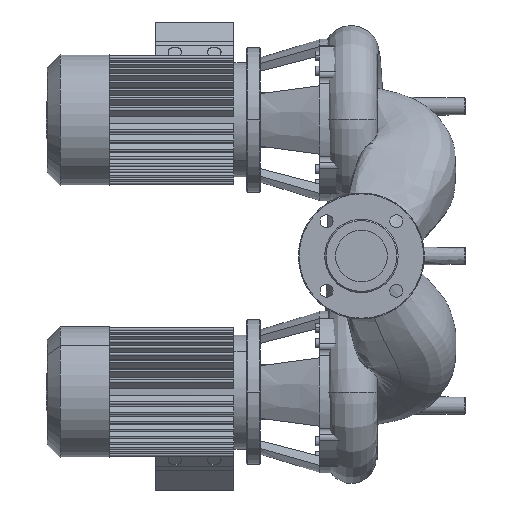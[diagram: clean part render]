
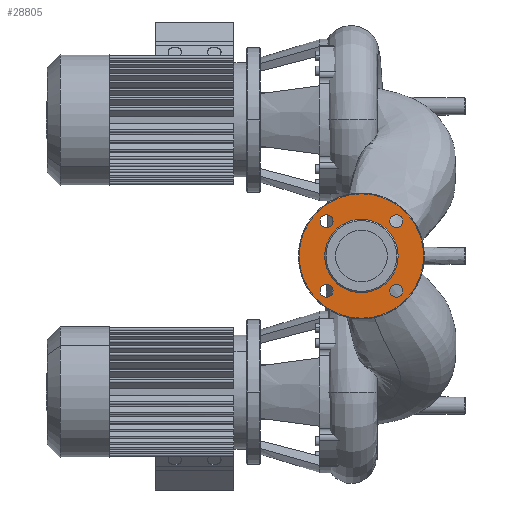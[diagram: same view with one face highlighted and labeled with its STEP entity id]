
A CAD part, left-side view. The second image highlights one B-rep face of the part: STEP entity #28805.
In plain terms, the highlighted free-form (B-spline) face has degree [1, 1] with [2, 2] control points.
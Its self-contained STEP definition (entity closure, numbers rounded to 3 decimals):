
#28184=CARTESIAN_POINT('',(2.,0.,-91.5));
#28185=VERTEX_POINT('',#28184);
#28201=CARTESIAN_POINT('',(2.,0.,91.5));
#28202=VERTEX_POINT('',#28201);
#28210=CARTESIAN_POINT('',(2.,-91.5,0.0));
#28211=VERTEX_POINT('',#28210);
#28212=CARTESIAN_POINT('',(2.,0.,0.0));
#28213=DIRECTION('',(-1.0,0.0,0.0));
#28214=DIRECTION('',(0.0,-1.0,0.0));
#28215=AXIS2_PLACEMENT_3D('',#28212,#28213,#28214);
#28216=CIRCLE('',#28215,91.5);
#28217=EDGE_CURVE('',#28211,#28202,#28216,.T.);
#28219=CARTESIAN_POINT('',(2.,0.,0.0));
#28220=DIRECTION('',(-1.0,0.0,0.0));
#28221=DIRECTION('',(0.0,-1.0,0.0));
#28222=AXIS2_PLACEMENT_3D('',#28219,#28220,#28221);
#28223=CIRCLE('',#28222,91.5);
#28224=EDGE_CURVE('',#28185,#28211,#28223,.T.);
#28255=CARTESIAN_POINT('',(2.,-54.,0.0));
#28256=VERTEX_POINT('',#28255);
#28265=CARTESIAN_POINT('',(2.,54.,0.));
#28266=VERTEX_POINT('',#28265);
#28267=CARTESIAN_POINT('',(2.,0.,0.0));
#28268=DIRECTION('',(-1.0,0.0,0.0));
#28269=DIRECTION('',(0.0,-1.0,0.0));
#28270=AXIS2_PLACEMENT_3D('',#28267,#28268,#28269);
#28271=CIRCLE('',#28270,54.);
#28272=EDGE_CURVE('',#28256,#28266,#28271,.T.);
#28318=CARTESIAN_POINT('',(2.,-51.265,41.765));
#28319=VERTEX_POINT('',#28318);
#28328=CARTESIAN_POINT('',(2.,-51.265,60.765));
#28329=VERTEX_POINT('',#28328);
#28330=CARTESIAN_POINT('',(2.,-51.265,51.265));
#28331=DIRECTION('',(-1.0,0.0,0.0));
#28332=DIRECTION('',(0.0,0.0,-1.0));
#28333=AXIS2_PLACEMENT_3D('',#28330,#28331,#28332);
#28334=CIRCLE('',#28333,9.5);
#28335=EDGE_CURVE('',#28319,#28329,#28334,.T.);
#28381=CARTESIAN_POINT('',(2.,41.765,51.265));
#28382=VERTEX_POINT('',#28381);
#28391=CARTESIAN_POINT('',(2.,60.765,51.265));
#28392=VERTEX_POINT('',#28391);
#28393=CARTESIAN_POINT('',(2.,51.265,51.265));
#28394=DIRECTION('',(-1.0,0.0,0.0));
#28395=DIRECTION('',(0.0,-1.0,0.0));
#28396=AXIS2_PLACEMENT_3D('',#28393,#28394,#28395);
#28397=CIRCLE('',#28396,9.5);
#28398=EDGE_CURVE('',#28382,#28392,#28397,.T.);
#28444=CARTESIAN_POINT('',(2.,51.265,-41.765));
#28445=VERTEX_POINT('',#28444);
#28454=CARTESIAN_POINT('',(2.,51.265,-60.765));
#28455=VERTEX_POINT('',#28454);
#28456=CARTESIAN_POINT('',(2.,51.265,-51.265));
#28457=DIRECTION('',(-1.0,0.0,0.0));
#28458=DIRECTION('',(0.0,0.0,1.0));
#28459=AXIS2_PLACEMENT_3D('',#28456,#28457,#28458);
#28460=CIRCLE('',#28459,9.5);
#28461=EDGE_CURVE('',#28445,#28455,#28460,.T.);
#28507=CARTESIAN_POINT('',(2.,-41.765,-51.265));
#28508=VERTEX_POINT('',#28507);
#28517=CARTESIAN_POINT('',(2.,-60.765,-51.265));
#28518=VERTEX_POINT('',#28517);
#28519=CARTESIAN_POINT('',(2.,-51.265,-51.265));
#28520=DIRECTION('',(-1.0,0.0,0.0));
#28521=DIRECTION('',(0.0,1.0,0.0));
#28522=AXIS2_PLACEMENT_3D('',#28519,#28520,#28521);
#28523=CIRCLE('',#28522,9.5);
#28524=EDGE_CURVE('',#28508,#28518,#28523,.T.);
#28579=CARTESIAN_POINT('',(2.,-51.265,-51.265));
#28580=DIRECTION('',(-1.0,0.0,0.0));
#28581=DIRECTION('',(0.0,1.0,0.0));
#28582=AXIS2_PLACEMENT_3D('',#28579,#28580,#28581);
#28583=CIRCLE('',#28582,9.5);
#28584=EDGE_CURVE('',#28518,#28508,#28583,.T.);
#28624=CARTESIAN_POINT('',(2.,51.265,-51.265));
#28625=DIRECTION('',(-1.0,0.0,0.0));
#28626=DIRECTION('',(0.0,0.0,1.0));
#28627=AXIS2_PLACEMENT_3D('',#28624,#28625,#28626);
#28628=CIRCLE('',#28627,9.5);
#28629=EDGE_CURVE('',#28455,#28445,#28628,.T.);
#28669=CARTESIAN_POINT('',(2.,51.265,51.265));
#28670=DIRECTION('',(-1.0,0.0,0.0));
#28671=DIRECTION('',(0.0,-1.0,0.0));
#28672=AXIS2_PLACEMENT_3D('',#28669,#28670,#28671);
#28673=CIRCLE('',#28672,9.5);
#28674=EDGE_CURVE('',#28392,#28382,#28673,.T.);
#28714=CARTESIAN_POINT('',(2.,-51.265,51.265));
#28715=DIRECTION('',(-1.0,0.0,0.0));
#28716=DIRECTION('',(0.0,0.0,-1.0));
#28717=AXIS2_PLACEMENT_3D('',#28714,#28715,#28716);
#28718=CIRCLE('',#28717,9.5);
#28719=EDGE_CURVE('',#28329,#28319,#28718,.T.);
#28759=CARTESIAN_POINT('',(2.,0.,0.0));
#28760=DIRECTION('',(-1.0,0.0,0.0));
#28761=DIRECTION('',(0.0,-1.0,0.0));
#28762=AXIS2_PLACEMENT_3D('',#28759,#28760,#28761);
#28763=CIRCLE('',#28762,54.);
#28764=EDGE_CURVE('',#28266,#28256,#28763,.T.);
#28769=CARTESIAN_POINT('',(2.,-91.5,-91.5));
#28770=CARTESIAN_POINT('',(2.,-91.5,91.5));
#28771=CARTESIAN_POINT('',(2.,91.5,-91.5));
#28772=CARTESIAN_POINT('',(2.,91.5,91.5));
#28773=B_SPLINE_SURFACE_WITH_KNOTS('',1,1,((#28769,#28771),(#28770,#28772)),.UNSPECIFIED.,.F.,.F.,.U.,(2,2),(2,2),(0.0,183.),(0.0,183.),.UNSPECIFIED.);
#28774=ORIENTED_EDGE('',*,*,#28217,.T.);
#28775=CARTESIAN_POINT('',(2.,0.,0.0));
#28776=DIRECTION('',(-1.0,0.0,0.0));
#28777=DIRECTION('',(0.0,-1.0,0.0));
#28778=AXIS2_PLACEMENT_3D('',#28775,#28776,#28777);
#28779=CIRCLE('',#28778,91.5);
#28780=EDGE_CURVE('',#28202,#28185,#28779,.T.);
#28781=ORIENTED_EDGE('',*,*,#28780,.T.);
#28782=ORIENTED_EDGE('',*,*,#28224,.T.);
#28783=EDGE_LOOP('',(#28774,#28781,#28782));
#28784=FACE_OUTER_BOUND('',#28783,.T.);
#28785=ORIENTED_EDGE('',*,*,#28584,.F.);
#28786=ORIENTED_EDGE('',*,*,#28524,.F.);
#28787=EDGE_LOOP('',(#28785,#28786));
#28788=FACE_BOUND('',#28787,.T.);
#28789=ORIENTED_EDGE('',*,*,#28629,.F.);
#28790=ORIENTED_EDGE('',*,*,#28461,.F.);
#28791=EDGE_LOOP('',(#28789,#28790));
#28792=FACE_BOUND('',#28791,.T.);
#28793=ORIENTED_EDGE('',*,*,#28674,.F.);
#28794=ORIENTED_EDGE('',*,*,#28398,.F.);
#28795=EDGE_LOOP('',(#28793,#28794));
#28796=FACE_BOUND('',#28795,.T.);
#28797=ORIENTED_EDGE('',*,*,#28719,.F.);
#28798=ORIENTED_EDGE('',*,*,#28335,.F.);
#28799=EDGE_LOOP('',(#28797,#28798));
#28800=FACE_BOUND('',#28799,.T.);
#28801=ORIENTED_EDGE('',*,*,#28272,.F.);
#28802=ORIENTED_EDGE('',*,*,#28764,.F.);
#28803=EDGE_LOOP('',(#28801,#28802));
#28804=FACE_BOUND('',#28803,.T.);
#28805=ADVANCED_FACE('',(#28784,#28788,#28792,#28796,#28800,#28804),#28773,.T.);
